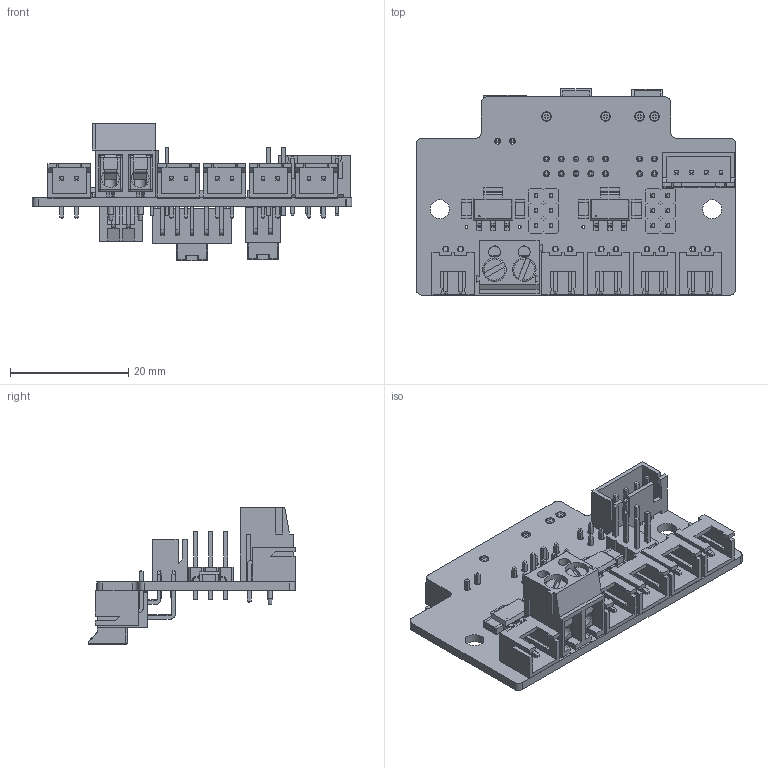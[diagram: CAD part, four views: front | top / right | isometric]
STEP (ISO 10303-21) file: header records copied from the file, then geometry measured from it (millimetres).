
FILE_DESCRIPTION(/* description */ (''),/* implementation_level */ '2;1');
FILE_NAME(/* name */ 'Hotend_PCB_V1.0.step',/* time_stamp */ '2020-11-17T12:43:35+01:00',/* author */ (''),/* organization */ (''),/* preprocessor_version */ 'ST-DEVELOPER v18.1',/* originating_system */ 'Autodesk Translation Framework v9.3.0.1241',/* authorisation */ '');
FILE_SCHEMA (('AUTOMOTIVE_DESIGN { 1 0 10303 214 3 1 1 }'));
Length unit declared in the file: millimetre
Products named in the file (16): Hotend_PCB; Board; Packages; B4B-XH-A; 2X03; SOT-223-4; 105314-1304; 105314-1310; C1206; B2B-XH-H; Komponente1; 691101710002; Insulator_2; Wire guard; Screw; Pin
Assembly tree (28 placements, depth 4):
  Hotend_PCB
    Board
    Packages
      B2B-XH-H  x6
        Komponente1
      B4B-XH-A
      2X03  x2
      SOT-223-4  x2
      105314-1304
      105314-1310
      C1206  x4
      691101710002
        Insulator_2
        Wire guard  x2
        Screw  x2
        Pin  x2
Bounding box: 54 x 34.86 x 23.19 mm (x, y, z)
Volume: 5096.7 mm3; surface area: 11980.4 mm2
Topology: 35 solids, 175 shells, 3193 faces, 7779 edges, 5003 vertices
Faces by surface type: plane 2599, cylinder 273, bspline 273, cone 22, sphere 20, torus 6
Full cylindrical faces by diameter (mm): 0.185 x2, 0.5 x3, 0.95 x2, 1 x30, 1.016 x12, 1.2 x2, 2.2 x2, 2.459 x2, 3 x6, 3.1 x2, 3.2 x2, 3.9 x2, 4 x2
Entity records: 48942 total; most frequent: CARTESIAN_POINT 9988, ORIENTED_EDGE 7898, DIRECTION 7310, EDGE_CURVE 3949, LINE 3302, VECTOR 3302, VERTEX_POINT 2533, AXIS2_PLACEMENT_3D 2004
